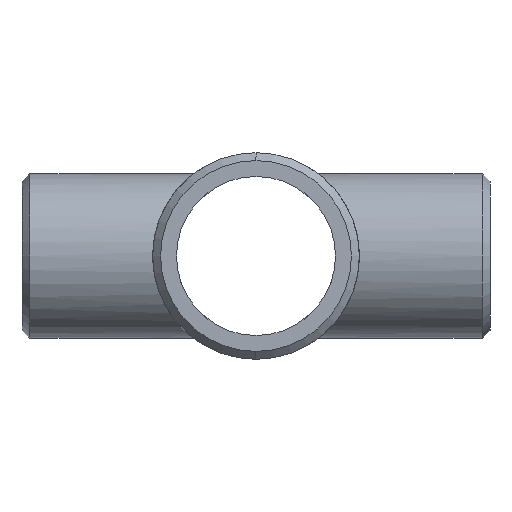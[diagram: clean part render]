
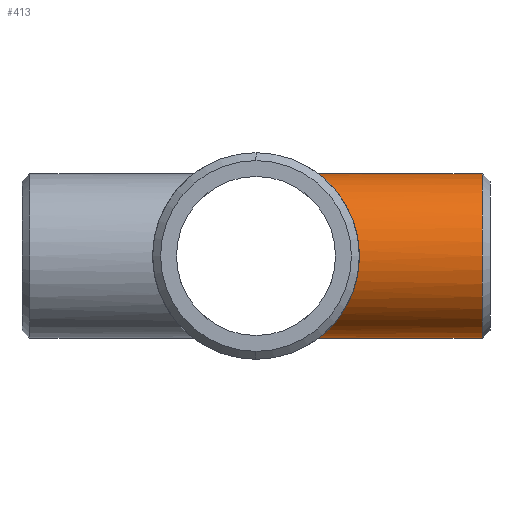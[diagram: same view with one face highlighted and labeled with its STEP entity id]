
A CAD part, left-side view. The second image highlights one B-rep face of the part: STEP entity #413.
In plain terms, the highlighted cylindrical face has radius 16.764 mm (diameter 33.528 mm), a partial arc.
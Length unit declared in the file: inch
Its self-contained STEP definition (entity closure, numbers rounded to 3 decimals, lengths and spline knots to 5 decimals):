
#18 = CARTESIAN_POINT ( 'NONE',  ( 0., -1.81633, 0.66 ) ) ;
#19 = B_SPLINE_CURVE_WITH_KNOTS ( 'NONE', 3,
 ( #534, #737, #543, #909, #1015, #648, #365, #1022, #99, #1095, #361, #555, #628, #932, #179, #539, #916, #1105, #1101, #277, #643, #636, #830, #312, #850, #569, #1139, #397, #674, #863, #486, #1125, #964, #410, #24, #576, #582, #1118, #960, #122, #30, #1056, #679, #41, #1045, #134, #203, #855, #775, #47, #475, #36, #1029, #388, #293, #304, #758, #1131, #743, #751 ),
 .UNSPECIFIED., .F., .F.,
 ( 4, 2, 2, 2, 2, 2, 2, 2, 2, 2, 2, 2, 2, 2, 2, 2, 2, 2, 2, 2, 2, 2, 2, 2, 2, 2, 2, 2, 2, 4 ),
 ( 0.05554, 0.05728, 0.05814, 0.05901, 0.06248, 0.06421, 0.06595, 0.06942, 0.07115, 0.07289, 0.07636, 0.07809, 0.07983, 0.08156, 0.0833, 0.08503, 0.0859, 0.08677, 0.09024, 0.09197, 0.09371, 0.09544, 0.09718, 0.10065, 0.10238, 0.10412, 0.10585, 0.10759, 0.10932, 0.11106 ),
 .UNSPECIFIED. ) ;
#24 = CARTESIAN_POINT ( 'NONE',  ( -0.64855, -0.82092, -0.12292 ) ) ;
#30 = CARTESIAN_POINT ( 'NONE',  ( -0.55561, -0.74962, -0.35685 ) ) ;
#36 = CARTESIAN_POINT ( 'NONE',  ( -0.23913, -0.55694, -0.61552 ) ) ;
#41 = CARTESIAN_POINT ( 'NONE',  ( -0.492, -0.70376, -0.44042 ) ) ;
#47 = CARTESIAN_POINT ( 'NONE',  ( -0.2966, -0.58398, -0.58997 ) ) ;
#69 = LINE ( 'NONE', #969, #232 ) ;
#74 = DIRECTION ( 'NONE',  ( 0., 1., 0. ) ) ;
#99 = CARTESIAN_POINT ( 'NONE',  ( -0.21928, -0.5479, 0.62394 ) ) ;
#122 = CARTESIAN_POINT ( 'NONE',  ( -0.56683, -0.75799, -0.33878 ) ) ;
#134 = CARTESIAN_POINT ( 'NONE',  ( -0.43384, -0.66412, -0.49908 ) ) ;
#179 = CARTESIAN_POINT ( 'NONE',  ( -0.43286, -0.66348, 0.49993 ) ) ;
#182 = EDGE_CURVE ( 'NONE', #847, #278, #1169, .T. ) ;
#186 = ORIENTED_EDGE ( 'NONE', *, *, #271, .T. ) ;
#203 = CARTESIAN_POINT ( 'NONE',  ( -0.40223, -0.64368, -0.52489 ) ) ;
#226 = DIRECTION ( 'NONE',  ( 0., 1., 0. ) ) ;
#232 = VECTOR ( 'NONE', #226, 39.37008 ) ;
#264 = EDGE_LOOP ( 'NONE', ( #1006, #186, #372, #680 ) ) ;
#271 = EDGE_CURVE ( 'NONE', #278, #1132, #718, .T. ) ;
#277 = CARTESIAN_POINT ( 'NONE',  ( -0.56626, -0.75742, 0.3416 ) ) ;
#278 = VERTEX_POINT ( 'NONE', #18 ) ;
#292 = EDGE_CURVE ( 'NONE', #1132, #755, #19, .T. ) ;
#293 = CARTESIAN_POINT ( 'NONE',  ( -0.1564, -0.52661, -0.64159 ) ) ;
#304 = CARTESIAN_POINT ( 'NONE',  ( -0.11294, -0.51538, -0.65064 ) ) ;
#312 = CARTESIAN_POINT ( 'NONE',  ( -0.63502, -0.81027, 0.18122 ) ) ;
#317 = VECTOR ( 'NONE', #1000, 39.37008 ) ;
#332 = CARTESIAN_POINT ( 'NONE',  ( 0., -1.81633, 0. ) ) ;
#338 = DIRECTION ( 'NONE',  ( 0., 1., 0. ) ) ;
#341 = CARTESIAN_POINT ( 'NONE',  ( 0., -1.88, 0. ) ) ;
#361 = CARTESIAN_POINT ( 'NONE',  ( -0.29653, -0.58394, 0.59 ) ) ;
#365 = CARTESIAN_POINT ( 'NONE',  ( -0.12395, -0.51822, 0.64835 ) ) ;
#372 = ORIENTED_EDGE ( 'NONE', *, *, #292, .T. ) ;
#388 = CARTESIAN_POINT ( 'NONE',  ( -0.1779, -0.53346, -0.63594 ) ) ;
#397 = CARTESIAN_POINT ( 'NONE',  ( -0.65869, -0.82896, 0.04747 ) ) ;
#410 = CARTESIAN_POINT ( 'NONE',  ( -0.65059, -0.82254, -0.11163 ) ) ;
#413 = ADVANCED_FACE ( 'NONE', ( #993 ), #685, .T. ) ;
#475 = CARTESIAN_POINT ( 'NONE',  ( -0.27783, -0.57463, -0.59904 ) ) ;
#486 = CARTESIAN_POINT ( 'NONE',  ( -0.65894, -0.82915, -0.04381 ) ) ;
#510 = DIRECTION ( 'NONE',  ( 0., 0., -1. ) ) ;
#534 = CARTESIAN_POINT ( 'NONE',  ( 0., -0.50329, 0.66 ) ) ;
#539 = CARTESIAN_POINT ( 'NONE',  ( -0.47699, -0.69333, 0.45662 ) ) ;
#543 = CARTESIAN_POINT ( 'NONE',  ( -0.04563, -0.50486, 0.65881 ) ) ;
#552 = CARTESIAN_POINT ( 'NONE',  ( 0., -1.81633, -0.66 ) ) ;
#555 = CARTESIAN_POINT ( 'NONE',  ( -0.33296, -0.60326, 0.57023 ) ) ;
#569 = CARTESIAN_POINT ( 'NONE',  ( -0.65018, -0.82221, 0.11563 ) ) ;
#576 = CARTESIAN_POINT ( 'NONE',  ( -0.63701, -0.81182, -0.17857 ) ) ;
#582 = CARTESIAN_POINT ( 'NONE',  ( -0.62349, -0.8012, -0.22089 ) ) ;
#628 = CARTESIAN_POINT ( 'NONE',  ( -0.3505, -0.61316, 0.55961 ) ) ;
#636 = CARTESIAN_POINT ( 'NONE',  ( -0.61342, -0.79344, 0.24453 ) ) ;
#637 = AXIS2_PLACEMENT_3D ( 'NONE', #341, #74, #510 ) ;
#643 = CARTESIAN_POINT ( 'NONE',  ( -0.58711, -0.77322, 0.30466 ) ) ;
#648 = CARTESIAN_POINT ( 'NONE',  ( -0.11282, -0.51566, 0.65038 ) ) ;
#674 = CARTESIAN_POINT ( 'NONE',  ( -0.65994, -0.82995, 0.02451 ) ) ;
#679 = CARTESIAN_POINT ( 'NONE',  ( -0.51895, -0.72285, -0.40833 ) ) ;
#680 = ORIENTED_EDGE ( 'NONE', *, *, #801, .F. ) ;
#685 = CYLINDRICAL_SURFACE ( 'NONE', #637, 0.66 ) ;
#718 = LINE ( 'NONE', #836, #317 ) ;
#737 = CARTESIAN_POINT ( 'NONE',  ( -0.02293, -0.50329, 0.66 ) ) ;
#742 = CARTESIAN_POINT ( 'NONE',  ( 0., -0.50329, 0.66 ) ) ;
#743 = CARTESIAN_POINT ( 'NONE',  ( -0.02314, -0.50329, -0.66 ) ) ;
#751 = CARTESIAN_POINT ( 'NONE',  ( 0., -0.50329, -0.66 ) ) ;
#755 = VERTEX_POINT ( 'NONE', #1049 ) ;
#758 = CARTESIAN_POINT ( 'NONE',  ( -0.09088, -0.51094, -0.6541 ) ) ;
#775 = CARTESIAN_POINT ( 'NONE',  ( -0.33314, -0.60336, -0.57013 ) ) ;
#778 = AXIS2_PLACEMENT_3D ( 'NONE', #332, #338, #804 ) ;
#801 = EDGE_CURVE ( 'NONE', #847, #755, #69, .T. ) ;
#804 = DIRECTION ( 'NONE',  ( 0., 0., -1. ) ) ;
#830 = CARTESIAN_POINT ( 'NONE',  ( -0.62137, -0.79961, 0.22361 ) ) ;
#836 = CARTESIAN_POINT ( 'NONE',  ( 0., -1.88, 0.66 ) ) ;
#847 = VERTEX_POINT ( 'NONE', #552 ) ;
#850 = CARTESIAN_POINT ( 'NONE',  ( -0.6408, -0.81481, 0.15964 ) ) ;
#855 = CARTESIAN_POINT ( 'NONE',  ( -0.35095, -0.61341, -0.55934 ) ) ;
#863 = CARTESIAN_POINT ( 'NONE',  ( -0.66006, -0.83005, -0.02109 ) ) ;
#909 = CARTESIAN_POINT ( 'NONE',  ( -0.07936, -0.50939, 0.65531 ) ) ;
#916 = CARTESIAN_POINT ( 'NONE',  ( -0.49119, -0.70319, 0.44132 ) ) ;
#932 = CARTESIAN_POINT ( 'NONE',  ( -0.40133, -0.64313, 0.52555 ) ) ;
#960 = CARTESIAN_POINT ( 'NONE',  ( -0.58769, -0.77371, -0.30114 ) ) ;
#964 = CARTESIAN_POINT ( 'NONE',  ( -0.65406, -0.82529, -0.08907 ) ) ;
#969 = CARTESIAN_POINT ( 'NONE',  ( 0., -1.88, -0.66 ) ) ;
#993 = FACE_OUTER_BOUND ( 'NONE', #264, .T. ) ;
#1000 = DIRECTION ( 'NONE',  ( 0., 1., 0. ) ) ;
#1006 = ORIENTED_EDGE ( 'NONE', *, *, #182, .T. ) ;
#1015 = CARTESIAN_POINT ( 'NONE',  ( -0.09055, -0.51125, 0.65386 ) ) ;
#1022 = CARTESIAN_POINT ( 'NONE',  ( -0.1785, -0.53234, 0.63697 ) ) ;
#1029 = CARTESIAN_POINT ( 'NONE',  ( -0.21919, -0.54861, -0.62292 ) ) ;
#1045 = CARTESIAN_POINT ( 'NONE',  ( -0.47787, -0.69393, -0.45571 ) ) ;
#1049 = CARTESIAN_POINT ( 'NONE',  ( 0., -0.50329, -0.66 ) ) ;
#1056 = CARTESIAN_POINT ( 'NONE',  ( -0.53167, -0.73206, -0.39163 ) ) ;
#1095 = CARTESIAN_POINT ( 'NONE',  ( -0.27754, -0.57448, 0.59918 ) ) ;
#1101 = CARTESIAN_POINT ( 'NONE',  ( -0.53059, -0.73127, 0.39308 ) ) ;
#1105 = CARTESIAN_POINT ( 'NONE',  ( -0.51795, -0.72214, 0.40958 ) ) ;
#1118 = CARTESIAN_POINT ( 'NONE',  ( -0.59738, -0.78111, -0.28146 ) ) ;
#1125 = CARTESIAN_POINT ( 'NONE',  ( -0.6555, -0.82643, -0.07777 ) ) ;
#1131 = CARTESIAN_POINT ( 'NONE',  ( -0.04602, -0.5049, -0.65878 ) ) ;
#1132 = VERTEX_POINT ( 'NONE', #742 ) ;
#1139 = CARTESIAN_POINT ( 'NONE',  ( -0.65379, -0.82507, 0.0932 ) ) ;
#1169 = CIRCLE ( 'NONE', #778, 0.66 ) ;
